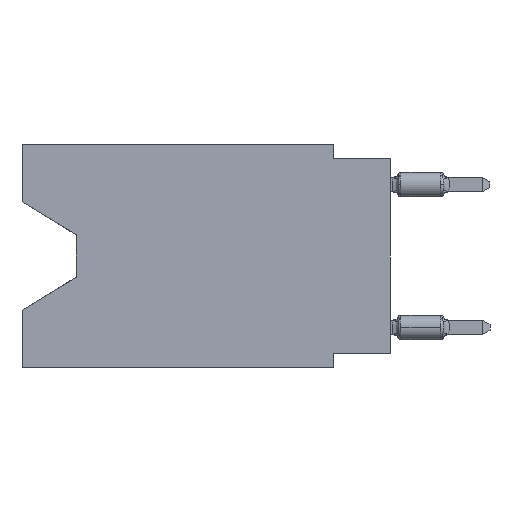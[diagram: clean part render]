
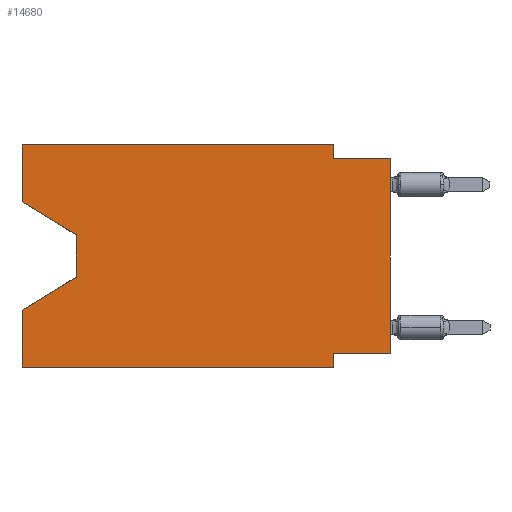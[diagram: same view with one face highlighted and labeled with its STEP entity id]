
A CAD part, left-side view. The second image highlights one B-rep face of the part: STEP entity #14680.
In plain terms, the highlighted planar face has unit normal (-1, 0, 0).
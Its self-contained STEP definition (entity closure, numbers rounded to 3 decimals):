
#290 = DIRECTION ( 'NONE',  ( 0., -1., 0. ) ) ;
#608 = CARTESIAN_POINT ( 'NONE',  ( 0., 0., 0. ) ) ;
#661 = EDGE_LOOP ( 'NONE', ( #5627, #3228, #17193, #10214, #5980, #13734, #17605, #17706, #13160, #11538, #13604, #3592 ) ) ;
#693 = DIRECTION ( 'NONE',  ( 0., 0., 1. ) ) ;
#836 = CARTESIAN_POINT ( 'NONE',  ( 0., 16.383, 0. ) ) ;
#1231 = CARTESIAN_POINT ( 'NONE',  ( 0., 16.383, -9.906 ) ) ;
#1366 = VECTOR ( 'NONE', #14830, 1000. ) ;
#1372 = VERTEX_POINT ( 'NONE', #8108 ) ;
#1567 = EDGE_CURVE ( 'NONE', #10282, #9772, #4071, .T. ) ;
#1604 = LINE ( 'NONE', #11663, #5538 ) ;
#1947 = CARTESIAN_POINT ( 'NONE',  ( 0., 16.383, 0. ) ) ;
#2489 = DIRECTION ( 'NONE',  ( 0., -1., 0. ) ) ;
#2563 = LINE ( 'NONE', #10905, #17952 ) ;
#2768 = CARTESIAN_POINT ( 'NONE',  ( 0., 13.97, -5.893 ) ) ;
#2826 = AXIS2_PLACEMENT_3D ( 'NONE', #836, #3745, #4968 ) ;
#2962 = CARTESIAN_POINT ( 'NONE',  ( 0., 2.54, -9.906 ) ) ;
#2964 = EDGE_CURVE ( 'NONE', #3791, #6362, #16380, .T. ) ;
#3165 = EDGE_CURVE ( 'NONE', #1372, #15070, #1604, .T. ) ;
#3228 = ORIENTED_EDGE ( 'NONE', *, *, #12232, .T. ) ;
#3288 = CARTESIAN_POINT ( 'NONE',  ( 0., 2.54, -0.635 ) ) ;
#3404 = VECTOR ( 'NONE', #9528, 1000. ) ;
#3510 = CARTESIAN_POINT ( 'NONE',  ( 0., 16.383, -2.546 ) ) ;
#3592 = ORIENTED_EDGE ( 'NONE', *, *, #13206, .F. ) ;
#3627 = DIRECTION ( 'NONE',  ( 0., 0., 1. ) ) ;
#3632 = VERTEX_POINT ( 'NONE', #3288 ) ;
#3655 = PLANE ( 'NONE',  #2826 ) ;
#3745 = DIRECTION ( 'NONE',  ( 1., 0., 0. ) ) ;
#3791 = VERTEX_POINT ( 'NONE', #6437 ) ;
#3856 = LINE ( 'NONE', #6645, #11459 ) ;
#4071 = LINE ( 'NONE', #5462, #12821 ) ;
#4352 = VECTOR ( 'NONE', #10010, 1000. ) ;
#4392 = LINE ( 'NONE', #14372, #4352 ) ;
#4411 = EDGE_CURVE ( 'NONE', #17659, #17259, #10174, .T. ) ;
#4922 = LINE ( 'NONE', #608, #8822 ) ;
#4968 = DIRECTION ( 'NONE',  ( 0., 0., -1. ) ) ;
#5369 = DIRECTION ( 'NONE',  ( 0., 0., -1. ) ) ;
#5462 = CARTESIAN_POINT ( 'NONE',  ( 0., 13.97, -5.893 ) ) ;
#5538 = VECTOR ( 'NONE', #290, 1000. ) ;
#5627 = ORIENTED_EDGE ( 'NONE', *, *, #2964, .T. ) ;
#5765 = CARTESIAN_POINT ( 'NONE',  ( 0., 16.383, -7.36 ) ) ;
#5980 = ORIENTED_EDGE ( 'NONE', *, *, #15871, .T. ) ;
#6036 = EDGE_CURVE ( 'NONE', #15070, #3632, #2563, .T. ) ;
#6181 = VECTOR ( 'NONE', #11394, 1000. ) ;
#6362 = VERTEX_POINT ( 'NONE', #12592 ) ;
#6437 = CARTESIAN_POINT ( 'NONE',  ( 0., 16.383, -2.546 ) ) ;
#6645 = CARTESIAN_POINT ( 'NONE',  ( 0., 16.383, 0. ) ) ;
#8108 = CARTESIAN_POINT ( 'NONE',  ( 0., 16.383, 0. ) ) ;
#8822 = VECTOR ( 'NONE', #693, 1000. ) ;
#8834 = VECTOR ( 'NONE', #2489, 1000. ) ;
#9528 = DIRECTION ( 'NONE',  ( 0., 0., -1. ) ) ;
#9772 = VERTEX_POINT ( 'NONE', #5765 ) ;
#9943 = EDGE_CURVE ( 'NONE', #17776, #17659, #10377, .T. ) ;
#10010 = DIRECTION ( 'NONE',  ( 0., -1., 0. ) ) ;
#10174 = LINE ( 'NONE', #2962, #6181 ) ;
#10214 = ORIENTED_EDGE ( 'NONE', *, *, #18019, .F. ) ;
#10282 = VERTEX_POINT ( 'NONE', #2768 ) ;
#10321 = VECTOR ( 'NONE', #3627, 1000. ) ;
#10377 = LINE ( 'NONE', #13309, #1366 ) ;
#10651 = VERTEX_POINT ( 'NONE', #1231 ) ;
#10905 = CARTESIAN_POINT ( 'NONE',  ( 0., 2.54, 0. ) ) ;
#11030 = CARTESIAN_POINT ( 'NONE',  ( 0., 16.383, -9.906 ) ) ;
#11068 = VERTEX_POINT ( 'NONE', #14399 ) ;
#11394 = DIRECTION ( 'NONE',  ( 0., 0., -1. ) ) ;
#11459 = VECTOR ( 'NONE', #18595, 1000. ) ;
#11538 = ORIENTED_EDGE ( 'NONE', *, *, #6036, .F. ) ;
#11663 = CARTESIAN_POINT ( 'NONE',  ( 0., 16.383, 0. ) ) ;
#12232 = EDGE_CURVE ( 'NONE', #6362, #10282, #16788, .T. ) ;
#12592 = CARTESIAN_POINT ( 'NONE',  ( 0., 13.97, -4.013 ) ) ;
#12821 = VECTOR ( 'NONE', #18277, 1000. ) ;
#13160 = ORIENTED_EDGE ( 'NONE', *, *, #15751, .F. ) ;
#13206 = EDGE_CURVE ( 'NONE', #3791, #1372, #16231, .T. ) ;
#13309 = CARTESIAN_POINT ( 'NONE',  ( 0., 0., -9.271 ) ) ;
#13366 = VECTOR ( 'NONE', #16471, 1000. ) ;
#13604 = ORIENTED_EDGE ( 'NONE', *, *, #3165, .F. ) ;
#13716 = FACE_OUTER_BOUND ( 'NONE', #661, .T. ) ;
#13734 = ORIENTED_EDGE ( 'NONE', *, *, #4411, .F. ) ;
#14068 = CARTESIAN_POINT ( 'NONE',  ( 0., 13.97, -4.013 ) ) ;
#14372 = CARTESIAN_POINT ( 'NONE',  ( 0., 0., -0.635 ) ) ;
#14399 = CARTESIAN_POINT ( 'NONE',  ( 0., 0., -0.635 ) ) ;
#14680 = ADVANCED_FACE ( 'NONE', ( #13716 ), #3655, .F. ) ;
#14830 = DIRECTION ( 'NONE',  ( 0., 1., 0. ) ) ;
#14947 = EDGE_CURVE ( 'NONE', #17776, #11068, #4922, .T. ) ;
#15070 = VERTEX_POINT ( 'NONE', #15178 ) ;
#15178 = CARTESIAN_POINT ( 'NONE',  ( 0., 2.54, 0. ) ) ;
#15371 = LINE ( 'NONE', #11030, #8834 ) ;
#15751 = EDGE_CURVE ( 'NONE', #3632, #11068, #4392, .T. ) ;
#15784 = CARTESIAN_POINT ( 'NONE',  ( 0., 2.54, -9.906 ) ) ;
#15871 = EDGE_CURVE ( 'NONE', #10651, #17259, #15371, .T. ) ;
#16231 = LINE ( 'NONE', #1947, #10321 ) ;
#16380 = LINE ( 'NONE', #3510, #13366 ) ;
#16471 = DIRECTION ( 'NONE',  ( 0., -0.855, -0.519 ) ) ;
#16640 = CARTESIAN_POINT ( 'NONE',  ( 0., 0., -9.271 ) ) ;
#16788 = LINE ( 'NONE', #14068, #3404 ) ;
#17193 = ORIENTED_EDGE ( 'NONE', *, *, #1567, .T. ) ;
#17259 = VERTEX_POINT ( 'NONE', #15784 ) ;
#17601 = CARTESIAN_POINT ( 'NONE',  ( 0., 2.54, -9.271 ) ) ;
#17605 = ORIENTED_EDGE ( 'NONE', *, *, #9943, .F. ) ;
#17659 = VERTEX_POINT ( 'NONE', #17601 ) ;
#17706 = ORIENTED_EDGE ( 'NONE', *, *, #14947, .T. ) ;
#17776 = VERTEX_POINT ( 'NONE', #16640 ) ;
#17952 = VECTOR ( 'NONE', #5369, 1000. ) ;
#18019 = EDGE_CURVE ( 'NONE', #10651, #9772, #3856, .T. ) ;
#18277 = DIRECTION ( 'NONE',  ( 0., 0.855, -0.519 ) ) ;
#18595 = DIRECTION ( 'NONE',  ( 0., 0., 1. ) ) ;
